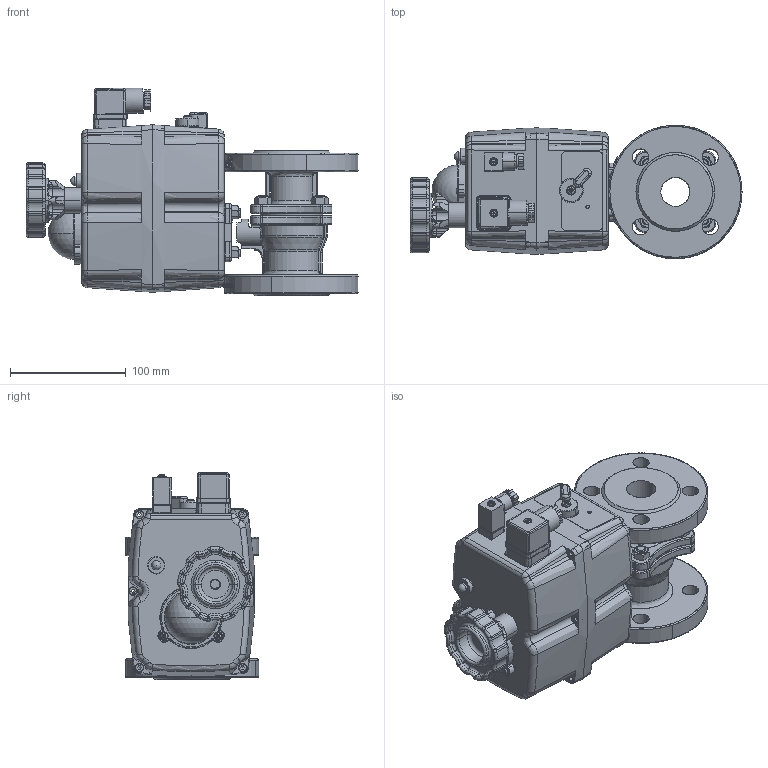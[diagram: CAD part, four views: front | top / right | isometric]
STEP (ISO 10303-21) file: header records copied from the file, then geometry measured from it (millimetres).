
FILE_DESCRIPTION (( 'STEP AP214' ), '1' );
FILE_NAME ('EK05_DN25_(EK05000005).STEP', '2022-05-11T07:28:17', ( '' ), ( '' ), 'SwSTEP 2.0', 'SolidWorks 2021', '' );
FILE_SCHEMA (( 'AUTOMOTIVE_DESIGN' ));
Length unit declared in the file: metre
Products named in the file (1): EK05_DN25_(EK05000005)
Bounding box: 286.5 x 115 x 179.21 mm (x, y, z)
Surface area: 207285.9 mm2 (no closed solid volume)
Topology: 0 solids, 430 shells, 1711 faces, 6168 edges, 4744 vertices
Faces by surface type: cylinder 559, plane 441, bspline 276, torus 276, cone 146, sphere 13
Entity records: 126081 total; most frequent: CARTESIAN_POINT 58258, DIRECTION 9734, ORIENTED_EDGE 8857, EDGE_CURVE 6120, VERTEX_POINT 4743, AXIS2_PLACEMENT_3D 3808, CIRCLE 2372, VECTOR 2118
